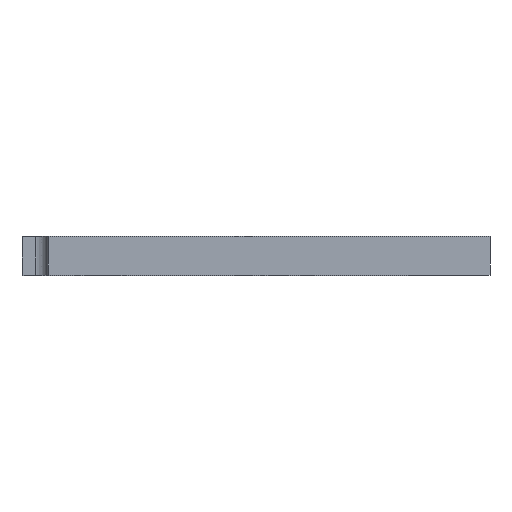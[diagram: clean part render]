
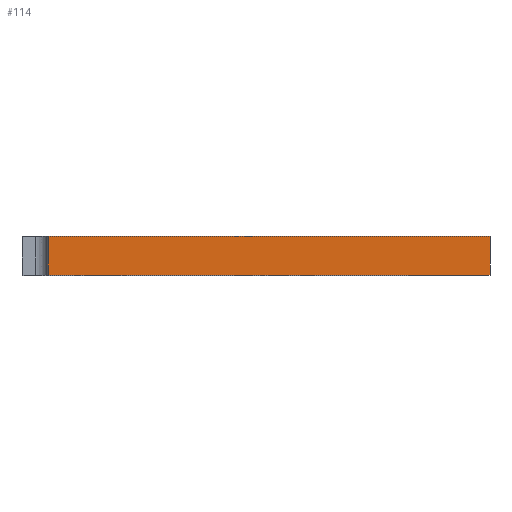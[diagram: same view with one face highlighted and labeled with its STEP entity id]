
A CAD part, top view. The second image highlights one B-rep face of the part: STEP entity #114.
In plain terms, the highlighted planar face has unit normal (0, 0, 1).
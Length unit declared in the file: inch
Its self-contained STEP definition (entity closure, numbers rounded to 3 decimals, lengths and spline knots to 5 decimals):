
#92 = CARTESIAN_POINT ( 'NONE',  ( 4.5, 0., 1.5 ) ) ;
#97 = VECTOR ( 'NONE', #929, 39.37008 ) ;
#114 = ADVANCED_FACE ( 'NONE', ( #286 ), #1144, .F. ) ;
#226 = EDGE_CURVE ( 'NONE', #1461, #443, #1258, .T. ) ;
#242 = ORIENTED_EDGE ( 'NONE', *, *, #1475, .F. ) ;
#286 = FACE_OUTER_BOUND ( 'NONE', #993, .T. ) ;
#287 = CARTESIAN_POINT ( 'NONE',  ( 4.5, 0.375, 1.5 ) ) ;
#332 = CARTESIAN_POINT ( 'NONE',  ( 0.25, 0.375, 1.5 ) ) ;
#413 = LINE ( 'NONE', #287, #888 ) ;
#443 = VERTEX_POINT ( 'NONE', #741 ) ;
#541 = CARTESIAN_POINT ( 'NONE',  ( 4.5, 0.375, 1.5 ) ) ;
#600 = VERTEX_POINT ( 'NONE', #541 ) ;
#741 = CARTESIAN_POINT ( 'NONE',  ( 4.5, 0., 1.5 ) ) ;
#771 = LINE ( 'NONE', #1000, #1047 ) ;
#817 = EDGE_CURVE ( 'NONE', #952, #1461, #771, .T. ) ;
#830 = ORIENTED_EDGE ( 'NONE', *, *, #1091, .F. ) ;
#888 = VECTOR ( 'NONE', #1465, 39.37008 ) ;
#896 = DIRECTION ( 'NONE',  ( 0., -1., 0. ) ) ;
#929 = DIRECTION ( 'NONE',  ( 1., 0., 0. ) ) ;
#938 = VECTOR ( 'NONE', #1530, 39.37008 ) ;
#940 = LINE ( 'NONE', #1062, #938 ) ;
#952 = VERTEX_POINT ( 'NONE', #332 ) ;
#993 = EDGE_LOOP ( 'NONE', ( #1004, #242, #830, #1489 ) ) ;
#1000 = CARTESIAN_POINT ( 'NONE',  ( 0.25, 0.375, 1.5 ) ) ;
#1004 = ORIENTED_EDGE ( 'NONE', *, *, #226, .T. ) ;
#1009 = CARTESIAN_POINT ( 'NONE',  ( 0.25, 0., 1.5 ) ) ;
#1047 = VECTOR ( 'NONE', #896, 39.37008 ) ;
#1061 = AXIS2_PLACEMENT_3D ( 'NONE', #1507, #1361, #1229 ) ;
#1062 = CARTESIAN_POINT ( 'NONE',  ( 4.5, 0.375, 1.5 ) ) ;
#1091 = EDGE_CURVE ( 'NONE', #952, #600, #940, .T. ) ;
#1144 = PLANE ( 'NONE',  #1061 ) ;
#1229 = DIRECTION ( 'NONE',  ( -1., 0., 0. ) ) ;
#1258 = LINE ( 'NONE', #92, #97 ) ;
#1361 = DIRECTION ( 'NONE',  ( 0., 0., -1. ) ) ;
#1461 = VERTEX_POINT ( 'NONE', #1009 ) ;
#1465 = DIRECTION ( 'NONE',  ( 0., -1., 0. ) ) ;
#1475 = EDGE_CURVE ( 'NONE', #600, #443, #413, .T. ) ;
#1489 = ORIENTED_EDGE ( 'NONE', *, *, #817, .T. ) ;
#1507 = CARTESIAN_POINT ( 'NONE',  ( 4.5, 0.375, 1.5 ) ) ;
#1530 = DIRECTION ( 'NONE',  ( 1., 0., 0. ) ) ;
